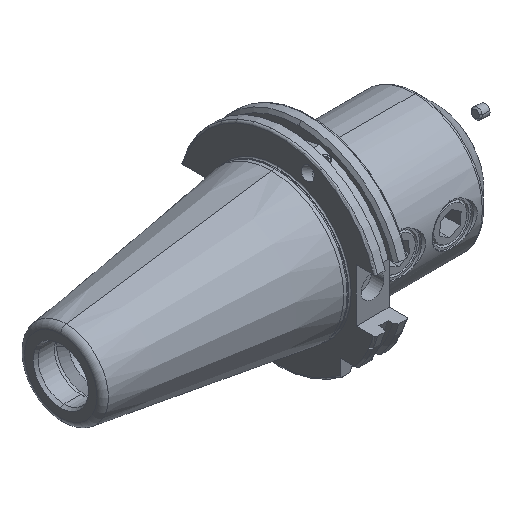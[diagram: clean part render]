
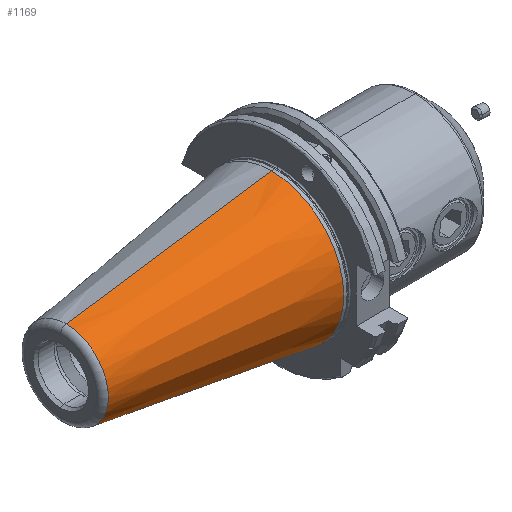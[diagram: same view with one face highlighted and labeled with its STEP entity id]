
A CAD part, isometric view. The second image highlights one B-rep face of the part: STEP entity #1169.
In plain terms, the highlighted conical face has half-angle 8.297 degrees and reference radius 34.925 mm.
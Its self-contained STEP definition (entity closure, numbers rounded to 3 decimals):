
#18 = DIRECTION ( 'NONE',  ( 0., 0., 1. ) ) ;
#19 = DIRECTION ( 'NONE',  ( 1., 0., 0. ) ) ;
#20 = CARTESIAN_POINT ( 'NONE',  ( 0., 0., 0. ) ) ;
#21 = AXIS2_PLACEMENT_3D ( 'NONE', #20, #19, #18 ) ;
#48 = DIRECTION ( 'NONE',  ( 0., 0., -1. ) ) ;
#49 = DIRECTION ( 'NONE',  ( -1., 0., 0. ) ) ;
#50 = FACE_OUTER_BOUND ( 'NONE', #928, .T. ) ;
#66 = CARTESIAN_POINT ( 'NONE',  ( -99.183, 0., 0. ) ) ;
#67 = AXIS2_PLACEMENT_3D ( 'NONE', #66, #49, #48 ) ;
#68 = CIRCLE ( 'NONE', #67, 20.461 ) ;
#70 = CONICAL_SURFACE ( 'NONE', #21, 34.925, 0.145 ) ;
#926 = EDGE_CURVE ( 'NONE', #927, #994, #5299, .T. ) ;
#927 = VERTEX_POINT ( 'NONE', #5292 ) ;
#928 = EDGE_LOOP ( 'NONE', ( #1170, #1303, #1186, #1187 ) ) ;
#994 = VERTEX_POINT ( 'NONE', #5650 ) ;
#1169 = ADVANCED_FACE ( 'NONE', ( #50 ), #70, .T. ) ;
#1170 = ORIENTED_EDGE ( 'NONE', *, *, #1171, .F. ) ;
#1171 = EDGE_CURVE ( 'NONE', #1301, #1302, #68, .T. ) ;
#1185 = EDGE_CURVE ( 'NONE', #1301, #927, #6641, .T. ) ;
#1186 = ORIENTED_EDGE ( 'NONE', *, *, #926, .T. ) ;
#1187 = ORIENTED_EDGE ( 'NONE', *, *, #1238, .F. ) ;
#1238 = EDGE_CURVE ( 'NONE', #1302, #994, #6802, .T. ) ;
#1301 = VERTEX_POINT ( 'NONE', #6919 ) ;
#1302 = VERTEX_POINT ( 'NONE', #6918 ) ;
#1303 = ORIENTED_EDGE ( 'NONE', *, *, #1185, .T. ) ;
#5292 = CARTESIAN_POINT ( 'NONE',  ( 0., 0., -34.925 ) ) ;
#5293 = DIRECTION ( 'NONE',  ( 0., 0., -1. ) ) ;
#5294 = DIRECTION ( 'NONE',  ( -1., 0., 0. ) ) ;
#5295 = CARTESIAN_POINT ( 'NONE',  ( 0., 0., 0. ) ) ;
#5296 = AXIS2_PLACEMENT_3D ( 'NONE', #5295, #5294, #5293 ) ;
#5299 = CIRCLE ( 'NONE', #5296, 34.925 ) ;
#5650 = CARTESIAN_POINT ( 'NONE',  ( 0., 0., 34.925 ) ) ;
#6587 = DIRECTION ( 'NONE',  ( 0.99, 0., -0.144 ) ) ;
#6588 = VECTOR ( 'NONE', #6587, 1000. ) ;
#6641 = LINE ( 'NONE', #6654, #6588 ) ;
#6654 = CARTESIAN_POINT ( 'NONE',  ( 0., 0., -34.925 ) ) ;
#6799 = DIRECTION ( 'NONE',  ( 0.99, 0., 0.144 ) ) ;
#6800 = VECTOR ( 'NONE', #6799, 1000. ) ;
#6801 = CARTESIAN_POINT ( 'NONE',  ( 0., 0., 34.925 ) ) ;
#6802 = LINE ( 'NONE', #6801, #6800 ) ;
#6918 = CARTESIAN_POINT ( 'NONE',  ( -99.183, 0., 20.461 ) ) ;
#6919 = CARTESIAN_POINT ( 'NONE',  ( -99.183, 0., -20.461 ) ) ;
